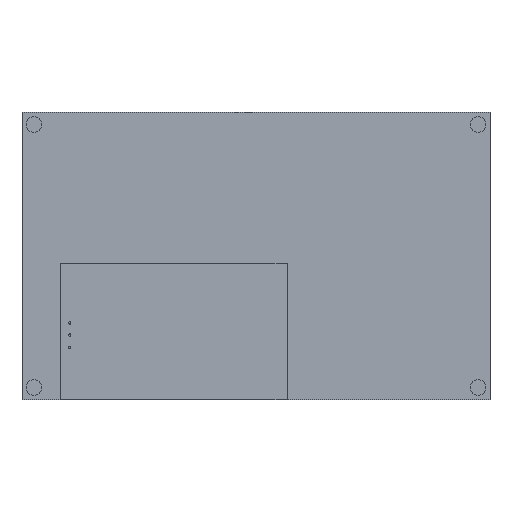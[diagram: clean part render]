
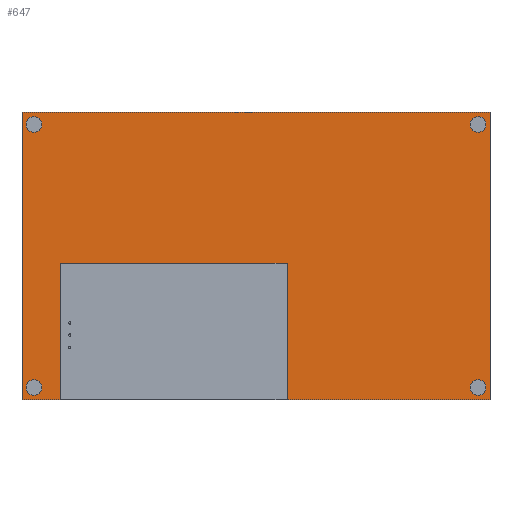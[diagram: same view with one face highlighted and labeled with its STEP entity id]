
A CAD part, front view. The second image highlights one B-rep face of the part: STEP entity #647.
In plain terms, the highlighted planar face has unit normal (0, -1, 0).
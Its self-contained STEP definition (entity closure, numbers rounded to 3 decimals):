
#18=DIRECTION('',(0.,0.,1.));
#19=VECTOR('',#18,60.2);
#20=CARTESIAN_POINT('',(-49.,12.5,-30.1));
#21=LINE('',#20,#19);
#22=DIRECTION('',(1.,0.,0.));
#23=VECTOR('',#22,98.);
#24=CARTESIAN_POINT('',(-49.,12.5,30.1));
#25=LINE('',#24,#23);
#26=DIRECTION('',(0.,0.,-1.));
#27=VECTOR('',#26,60.2);
#28=CARTESIAN_POINT('',(49.,12.5,30.1));
#29=LINE('',#28,#27);
#30=DIRECTION('',(-1.,0.,0.));
#31=VECTOR('',#30,98.);
#32=CARTESIAN_POINT('',(49.,12.5,-30.1));
#33=LINE('',#32,#31);
#34=CARTESIAN_POINT('',(-46.5,12.5,-27.55));
#35=DIRECTION('',(0.,-1.,0.));
#36=DIRECTION('',(1.,0.,0.));
#37=AXIS2_PLACEMENT_3D('',#34,#35,#36);
#39=CARTESIAN_POINT('',(-46.5,12.5,-27.55));
#40=DIRECTION('',(0.,-1.,0.));
#41=DIRECTION('',(-1.,0.,0.));
#42=AXIS2_PLACEMENT_3D('',#39,#40,#41);
#44=CARTESIAN_POINT('',(46.5,12.5,-27.55));
#45=DIRECTION('',(0.,-1.,0.));
#46=DIRECTION('',(1.,0.,0.));
#47=AXIS2_PLACEMENT_3D('',#44,#45,#46);
#49=CARTESIAN_POINT('',(46.5,12.5,-27.55));
#50=DIRECTION('',(0.,-1.,0.));
#51=DIRECTION('',(-1.,0.,0.));
#52=AXIS2_PLACEMENT_3D('',#49,#50,#51);
#54=CARTESIAN_POINT('',(-46.5,12.5,27.55));
#55=DIRECTION('',(0.,-1.,0.));
#56=DIRECTION('',(1.,0.,0.));
#57=AXIS2_PLACEMENT_3D('',#54,#55,#56);
#59=CARTESIAN_POINT('',(-46.5,12.5,27.55));
#60=DIRECTION('',(0.,-1.,0.));
#61=DIRECTION('',(-1.,0.,0.));
#62=AXIS2_PLACEMENT_3D('',#59,#60,#61);
#64=CARTESIAN_POINT('',(46.5,12.5,27.55));
#65=DIRECTION('',(0.,-1.,0.));
#66=DIRECTION('',(1.,0.,0.));
#67=AXIS2_PLACEMENT_3D('',#64,#65,#66);
#69=CARTESIAN_POINT('',(46.5,12.5,27.55));
#70=DIRECTION('',(0.,-1.,0.));
#71=DIRECTION('',(-1.,0.,0.));
#72=AXIS2_PLACEMENT_3D('',#69,#70,#71);
#74=DIRECTION('',(0.,0.,1.));
#75=VECTOR('',#74,28.5);
#76=CARTESIAN_POINT('',(6.5,12.5,-30.05));
#77=LINE('',#76,#75);
#78=DIRECTION('',(-1.,0.,0.));
#79=VECTOR('',#78,47.5);
#80=CARTESIAN_POINT('',(6.5,12.5,-1.55));
#81=LINE('',#80,#79);
#82=DIRECTION('',(0.,0.,-1.));
#83=VECTOR('',#82,28.5);
#84=CARTESIAN_POINT('',(-41.,12.5,-1.55));
#85=LINE('',#84,#83);
#86=DIRECTION('',(1.,0.,0.));
#87=VECTOR('',#86,47.5);
#88=CARTESIAN_POINT('',(-41.,12.5,-30.05));
#89=LINE('',#88,#87);
#470=CARTESIAN_POINT('',(-49.,12.5,-30.1));
#471=CARTESIAN_POINT('',(-49.,12.5,30.1));
#472=VERTEX_POINT('',#470);
#473=VERTEX_POINT('',#471);
#474=CARTESIAN_POINT('',(49.,12.5,-30.1));
#475=VERTEX_POINT('',#474);
#476=CARTESIAN_POINT('',(49.,12.5,30.1));
#477=VERTEX_POINT('',#476);
#490=CARTESIAN_POINT('',(-44.85,12.5,-27.55));
#491=CARTESIAN_POINT('',(-48.15,12.5,-27.55));
#492=VERTEX_POINT('',#490);
#493=VERTEX_POINT('',#491);
#498=CARTESIAN_POINT('',(48.15,12.5,-27.55));
#499=CARTESIAN_POINT('',(44.85,12.5,-27.55));
#500=VERTEX_POINT('',#498);
#501=VERTEX_POINT('',#499);
#506=CARTESIAN_POINT('',(-44.85,12.5,27.55));
#507=CARTESIAN_POINT('',(-48.15,12.5,27.55));
#508=VERTEX_POINT('',#506);
#509=VERTEX_POINT('',#507);
#514=CARTESIAN_POINT('',(48.15,12.5,27.55));
#515=CARTESIAN_POINT('',(44.85,12.5,27.55));
#516=VERTEX_POINT('',#514);
#517=VERTEX_POINT('',#515);
#526=CARTESIAN_POINT('',(6.5,12.5,-30.05));
#527=CARTESIAN_POINT('',(6.5,12.5,-1.55));
#528=VERTEX_POINT('',#526);
#529=VERTEX_POINT('',#527);
#530=CARTESIAN_POINT('',(-41.,12.5,-1.55));
#531=VERTEX_POINT('',#530);
#532=CARTESIAN_POINT('',(-41.,12.5,-30.05));
#533=VERTEX_POINT('',#532);
#598=CARTESIAN_POINT('',(0.,12.5,0.));
#599=DIRECTION('',(0.,-1.,0.));
#600=DIRECTION('',(1.,0.,0.));
#601=AXIS2_PLACEMENT_3D('',#598,#599,#600);
#602=PLANE('',#601);
#604=ORIENTED_EDGE('',*,*,#603,.T.);
#606=ORIENTED_EDGE('',*,*,#605,.T.);
#608=ORIENTED_EDGE('',*,*,#607,.T.);
#610=ORIENTED_EDGE('',*,*,#609,.T.);
#611=EDGE_LOOP('',(#604,#606,#608,#610));
#612=FACE_OUTER_BOUND('',#611,.F.);
#614=ORIENTED_EDGE('',*,*,#613,.T.);
#616=ORIENTED_EDGE('',*,*,#615,.T.);
#617=EDGE_LOOP('',(#614,#616));
#618=FACE_BOUND('',#617,.F.);
#620=ORIENTED_EDGE('',*,*,#619,.T.);
#622=ORIENTED_EDGE('',*,*,#621,.T.);
#623=EDGE_LOOP('',(#620,#622));
#624=FACE_BOUND('',#623,.F.);
#626=ORIENTED_EDGE('',*,*,#625,.T.);
#628=ORIENTED_EDGE('',*,*,#627,.T.);
#629=EDGE_LOOP('',(#626,#628));
#630=FACE_BOUND('',#629,.F.);
#632=ORIENTED_EDGE('',*,*,#631,.T.);
#634=ORIENTED_EDGE('',*,*,#633,.T.);
#635=EDGE_LOOP('',(#632,#634));
#636=FACE_BOUND('',#635,.F.);
#638=ORIENTED_EDGE('',*,*,#637,.T.);
#640=ORIENTED_EDGE('',*,*,#639,.T.);
#642=ORIENTED_EDGE('',*,*,#641,.T.);
#644=ORIENTED_EDGE('',*,*,#643,.T.);
#645=EDGE_LOOP('',(#638,#640,#642,#644));
#646=FACE_BOUND('',#645,.F.);
#38=CIRCLE('',#37,1.65);
#43=CIRCLE('',#42,1.65);
#48=CIRCLE('',#47,1.65);
#53=CIRCLE('',#52,1.65);
#58=CIRCLE('',#57,1.65);
#63=CIRCLE('',#62,1.65);
#68=CIRCLE('',#67,1.65);
#73=CIRCLE('',#72,1.65);
#603=EDGE_CURVE('',#472,#473,#21,.T.);
#605=EDGE_CURVE('',#473,#477,#25,.T.);
#607=EDGE_CURVE('',#477,#475,#29,.T.);
#609=EDGE_CURVE('',#475,#472,#33,.T.);
#613=EDGE_CURVE('',#492,#493,#38,.T.);
#615=EDGE_CURVE('',#493,#492,#43,.T.);
#619=EDGE_CURVE('',#500,#501,#48,.T.);
#621=EDGE_CURVE('',#501,#500,#53,.T.);
#625=EDGE_CURVE('',#508,#509,#58,.T.);
#627=EDGE_CURVE('',#509,#508,#63,.T.);
#631=EDGE_CURVE('',#516,#517,#68,.T.);
#633=EDGE_CURVE('',#517,#516,#73,.T.);
#637=EDGE_CURVE('',#528,#529,#77,.T.);
#639=EDGE_CURVE('',#529,#531,#81,.T.);
#641=EDGE_CURVE('',#531,#533,#85,.T.);
#643=EDGE_CURVE('',#533,#528,#89,.T.);
#647=ADVANCED_FACE('',(#612,#618,#624,#630,#636,#646),#602,.T.);
